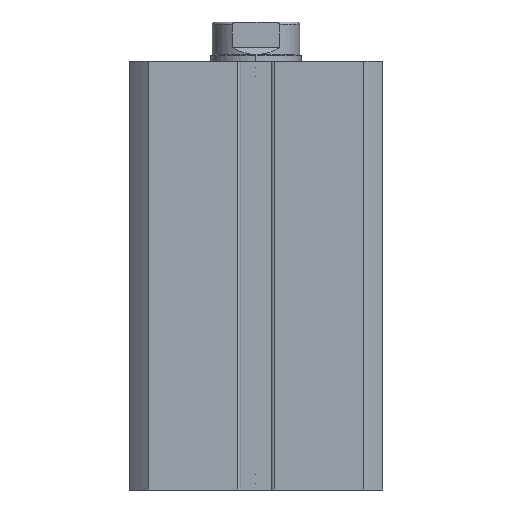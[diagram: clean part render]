
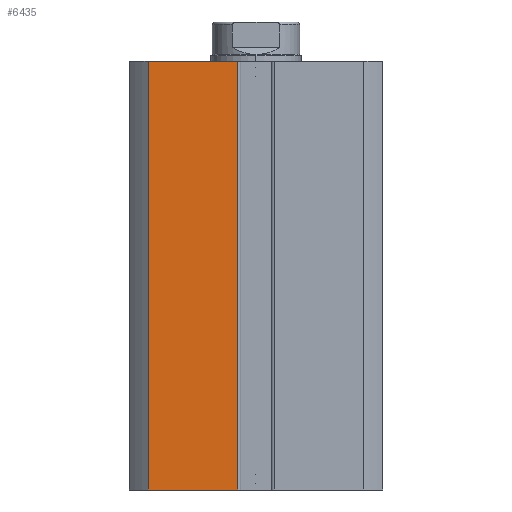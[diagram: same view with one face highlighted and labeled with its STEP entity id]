
A CAD part, front view. The second image highlights one B-rep face of the part: STEP entity #6435.
In plain terms, the highlighted planar face has unit normal (0, -1, 0).
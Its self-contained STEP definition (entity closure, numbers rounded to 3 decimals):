
#33 = CARTESIAN_POINT ( 'NONE',  ( -3.2, -22.5, 0. ) ) ;
#345 = CARTESIAN_POINT ( 'NONE',  ( -22.5, -22.5, 76. ) ) ;
#346 = DIRECTION ( 'NONE',  ( 1., 0., 0. ) ) ;
#1164 = CARTESIAN_POINT ( 'NONE',  ( -22.5, -22.5, 76. ) ) ;
#1165 = PLANE ( 'NONE',  #3985 ) ;
#1167 = DIRECTION ( 'NONE',  ( 0., 1., 0. ) ) ;
#1168 = DIRECTION ( 'NONE',  ( 0., 0., 1. ) ) ;
#1756 = FACE_OUTER_BOUND ( 'NONE', #2057, .T. ) ;
#2057 = EDGE_LOOP ( 'NONE', ( #3108, #3130, #3106, #3133 ) ) ;
#2296 = VERTEX_POINT ( 'NONE', #33 ) ;
#2315 = VERTEX_POINT ( 'NONE', #5450 ) ;
#2599 = VERTEX_POINT ( 'NONE', #5669 ) ;
#2617 = VERTEX_POINT ( 'NONE', #5687 ) ;
#2906 = EDGE_CURVE ( 'NONE', #2315, #2296, #4761, .T. ) ;
#2936 = EDGE_CURVE ( 'NONE', #2296, #2599, #4806, .T. ) ;
#2940 = EDGE_CURVE ( 'NONE', #2315, #2617, #4799, .T. ) ;
#3106 = ORIENTED_EDGE ( 'NONE', *, *, #2936, .T. ) ;
#3108 = ORIENTED_EDGE ( 'NONE', *, *, #2940, .F. ) ;
#3130 = ORIENTED_EDGE ( 'NONE', *, *, #2906, .T. ) ;
#3133 = ORIENTED_EDGE ( 'NONE', *, *, #4266, .F. ) ;
#3985 = AXIS2_PLACEMENT_3D ( 'NONE', #1164, #1167, #1168 ) ;
#4266 = EDGE_CURVE ( 'NONE', #2617, #2599, #5371, .T. ) ;
#4761 = LINE ( 'NONE', #5822, #4765 ) ;
#4765 = VECTOR ( 'NONE', #5823, 1000. ) ;
#4799 = LINE ( 'NONE', #5900, #4829 ) ;
#4806 = LINE ( 'NONE', #5894, #4810 ) ;
#4810 = VECTOR ( 'NONE', #5895, 1000. ) ;
#4829 = VECTOR ( 'NONE', #5903, 1000. ) ;
#5371 = LINE ( 'NONE', #345, #5379 ) ;
#5379 = VECTOR ( 'NONE', #346, 1000. ) ;
#5450 = CARTESIAN_POINT ( 'NONE',  ( -19.079, -22.5, 0. ) ) ;
#5669 = CARTESIAN_POINT ( 'NONE',  ( -3.2, -22.5, 76. ) ) ;
#5687 = CARTESIAN_POINT ( 'NONE',  ( -19.079, -22.5, 76. ) ) ;
#5822 = CARTESIAN_POINT ( 'NONE',  ( -22.5, -22.5, 0. ) ) ;
#5823 = DIRECTION ( 'NONE',  ( 1., 0., 0. ) ) ;
#5894 = CARTESIAN_POINT ( 'NONE',  ( -3.2, -22.5, 76. ) ) ;
#5895 = DIRECTION ( 'NONE',  ( 0., 0., 1. ) ) ;
#5900 = CARTESIAN_POINT ( 'NONE',  ( -19.079, -22.5, 0. ) ) ;
#5903 = DIRECTION ( 'NONE',  ( 0., 0., 1. ) ) ;
#6435 = ADVANCED_FACE ( 'NONE', ( #1756 ), #1165, .F. ) ;
